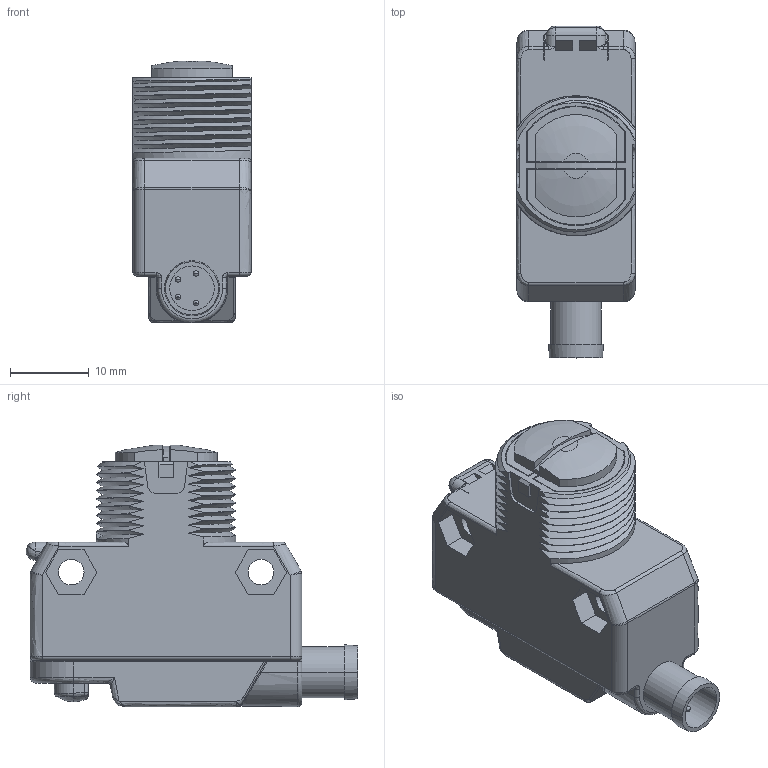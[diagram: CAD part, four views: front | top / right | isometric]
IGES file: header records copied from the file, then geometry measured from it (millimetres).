
Start section:  PTC IGES file: 139447.igs
Global section: file name: 139447.igs; native system: Pro/ENGINEER by Parametric Technology Corporation; preprocessor: 2006170; author: banengservice; organization: Unknown; date: 20080404.122614; units: inch
Bounding box: 15 x 42.14 x 33.2 mm (x, y, z)
Volume: 11385.5 mm3; surface area: 4753.2 mm2
Topology: 1 solids, 1 shells, 408 faces, 1047 edges, 652 vertices
Faces by surface type: bspline 243, revolution 165
